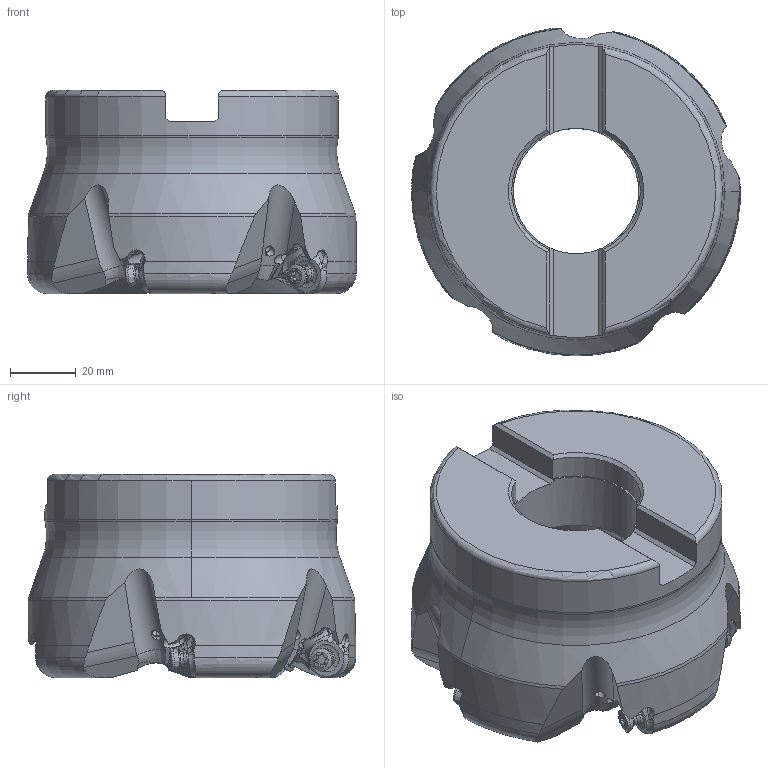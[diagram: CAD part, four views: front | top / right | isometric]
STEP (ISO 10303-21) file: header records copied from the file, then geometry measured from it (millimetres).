
FILE_DESCRIPTION(/* description */ (''),/* implementation_level */ '2;1');
FILE_NAME(/* name */ 'WWX400UR4_0005EA.stp',/* time_stamp */ '2020-04-21T17:34:08+09:00',/* author */ (''),/* organization */ (''),/* preprocessor_version */ 'ST-DEVELOPER v16',/* originating_system */ 'SIEMENS PLM Software NX 10.0',/* authorisation */ '');
FILE_SCHEMA (('AUTOMOTIVE_DESIGN { 1 0 10303 214 3 1 1 1 }'));
Products named in the file (1): WWX400UR4_0005EA_ASM
Bounding box: 99.95 x 99.53 x 61.71 mm (x, y, z)
Volume: 286413.4 mm3; surface area: 41163.9 mm2
Topology: 6 solids, 6 shells, 668 faces, 1919 edges, 1231 vertices
Faces by surface type: cylinder 237, plane 145, bspline 90, sphere 70, cone 52, torus 49, extrusion 25
Entity records: 46955 total; most frequent: CARTESIAN_POINT 30640, ORIENTED_EDGE 3738, DIRECTION 2963, EDGE_CURVE 1869, AXIS2_PLACEMENT_3D 1263, VERTEX_POINT 1223, B_SPLINE_CURVE_WITH_KNOTS 800, EDGE_LOOP 690
